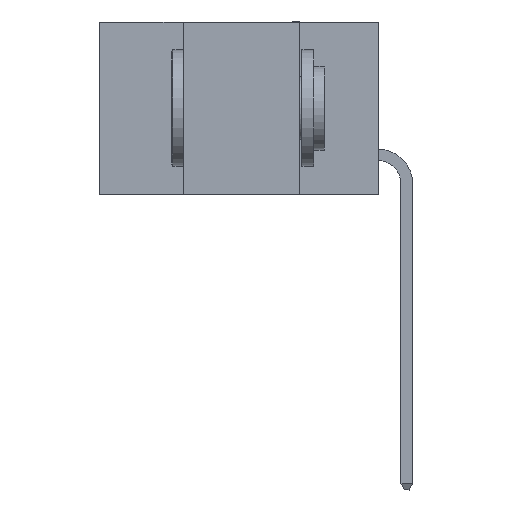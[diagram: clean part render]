
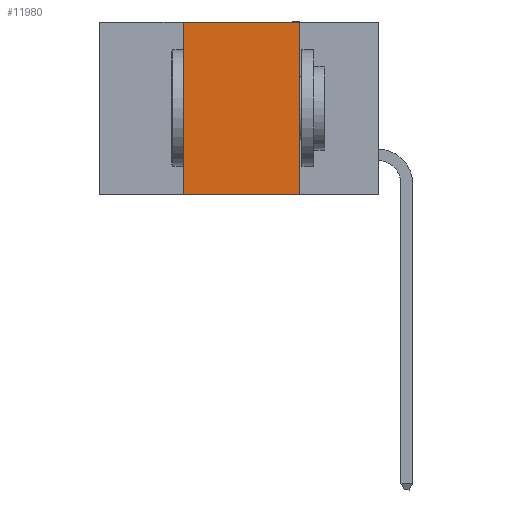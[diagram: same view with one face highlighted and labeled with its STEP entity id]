
A CAD part, left-side view. The second image highlights one B-rep face of the part: STEP entity #11980.
In plain terms, the highlighted planar face has unit normal (-1, 0, 0).
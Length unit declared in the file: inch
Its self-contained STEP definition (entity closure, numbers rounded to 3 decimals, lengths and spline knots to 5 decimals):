
#623 = DIRECTION ( 'NONE',  ( 1., 0., 0. ) ) ;
#1419 = LINE ( 'NONE', #17029, #20371 ) ;
#2111 = VERTEX_POINT ( 'NONE', #18461 ) ;
#2406 = CARTESIAN_POINT ( 'NONE',  ( 0., 0.42, -0.37 ) ) ;
#4064 = VECTOR ( 'NONE', #19781, 39.37008 ) ;
#5191 = DIRECTION ( 'NONE',  ( 0., -1., 0. ) ) ;
#6589 = VERTEX_POINT ( 'NONE', #7158 ) ;
#7158 = CARTESIAN_POINT ( 'NONE',  ( 0., 0.42, 0. ) ) ;
#7453 = EDGE_CURVE ( 'NONE', #6589, #2111, #1419, .T. ) ;
#7587 = EDGE_CURVE ( 'NONE', #29942, #18575, #9689, .T. ) ;
#7836 = PLANE ( 'NONE',  #28785 ) ;
#9689 = LINE ( 'NONE', #19879, #4064 ) ;
#11980 = ADVANCED_FACE ( 'NONE', ( #13479 ), #7836, .F. ) ;
#12699 = LINE ( 'NONE', #15547, #18195 ) ;
#13479 = FACE_OUTER_BOUND ( 'NONE', #13818, .T. ) ;
#13498 = ORIENTED_EDGE ( 'NONE', *, *, #13953, .F. ) ;
#13761 = CARTESIAN_POINT ( 'NONE',  ( 0., 0.17, 0. ) ) ;
#13818 = EDGE_LOOP ( 'NONE', ( #29585, #18254, #13498, #17181 ) ) ;
#13953 = EDGE_CURVE ( 'NONE', #29942, #6589, #12699, .T. ) ;
#14336 = VECTOR ( 'NONE', #16109, 39.37008 ) ;
#15547 = CARTESIAN_POINT ( 'NONE',  ( 0., 0.42, 0. ) ) ;
#16109 = DIRECTION ( 'NONE',  ( 0., 0., -1. ) ) ;
#17029 = CARTESIAN_POINT ( 'NONE',  ( 0., 0.6, 0. ) ) ;
#17181 = ORIENTED_EDGE ( 'NONE', *, *, #7587, .T. ) ;
#17330 = DIRECTION ( 'NONE',  ( 0., 0., -1. ) ) ;
#17910 = DIRECTION ( 'NONE',  ( 0., 0., 1. ) ) ;
#18195 = VECTOR ( 'NONE', #17910, 39.37008 ) ;
#18254 = ORIENTED_EDGE ( 'NONE', *, *, #7453, .F. ) ;
#18461 = CARTESIAN_POINT ( 'NONE',  ( 0., 0.17, 0. ) ) ;
#18575 = VERTEX_POINT ( 'NONE', #24142 ) ;
#19781 = DIRECTION ( 'NONE',  ( 0., -1., 0. ) ) ;
#19879 = CARTESIAN_POINT ( 'NONE',  ( 0., 0.6, -0.37 ) ) ;
#20371 = VECTOR ( 'NONE', #5191, 39.37008 ) ;
#20476 = LINE ( 'NONE', #13761, #14336 ) ;
#24142 = CARTESIAN_POINT ( 'NONE',  ( 0., 0.17, -0.37 ) ) ;
#26250 = EDGE_CURVE ( 'NONE', #2111, #18575, #20476, .T. ) ;
#26387 = CARTESIAN_POINT ( 'NONE',  ( 0., 0.6, 0. ) ) ;
#28785 = AXIS2_PLACEMENT_3D ( 'NONE', #26387, #623, #17330 ) ;
#29585 = ORIENTED_EDGE ( 'NONE', *, *, #26250, .F. ) ;
#29942 = VERTEX_POINT ( 'NONE', #2406 ) ;
